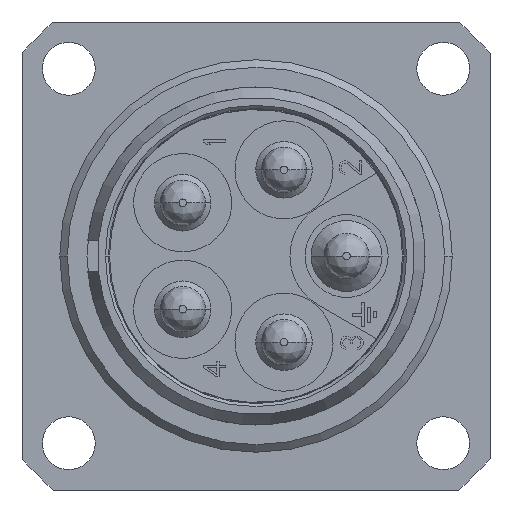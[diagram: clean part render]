
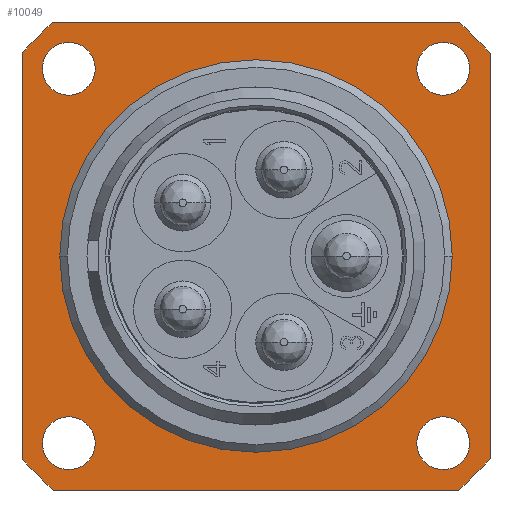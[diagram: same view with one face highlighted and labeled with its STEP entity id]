
A CAD part, left-side view. The second image highlights one B-rep face of the part: STEP entity #10049.
In plain terms, the highlighted planar face has unit normal (-1, 0, 0).
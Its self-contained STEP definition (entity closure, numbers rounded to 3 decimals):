
#291=CARTESIAN_POINT('',(-0.5,0.,0.));
#292=DIRECTION('',(1.,0.,0.));
#293=DIRECTION('',(0.,1.,0.));
#294=AXIS2_PLACEMENT_3D('',#291,#292,#293);
#304=CARTESIAN_POINT('',(-0.5,0.,0.));
#305=DIRECTION('',(1.,0.,0.));
#306=DIRECTION('',(0.,-1.,0.));
#307=AXIS2_PLACEMENT_3D('',#304,#305,#306);
#309=DIRECTION('',(0.,1.,0.));
#310=VECTOR('',#309,26.833);
#311=CARTESIAN_POINT('',(-0.5,-13.416,15.5));
#312=LINE('1306',#311,#310);
#313=CARTESIAN_POINT('',(-0.5,0.,0.));
#314=DIRECTION('',(1.,0.,0.));
#315=DIRECTION('',(0.,-0.654,0.756));
#316=AXIS2_PLACEMENT_3D('',#313,#314,#315);
#318=DIRECTION('',(0.,0.,1.));
#319=VECTOR('',#318,26.833);
#320=CARTESIAN_POINT('',(-0.5,-15.5,-13.416));
#321=LINE('1307',#320,#319);
#322=CARTESIAN_POINT('',(-0.5,0.,0.));
#323=DIRECTION('',(1.,0.,0.));
#324=DIRECTION('',(0.,-0.756,-0.654));
#325=AXIS2_PLACEMENT_3D('',#322,#323,#324);
#327=DIRECTION('',(0.,-1.,0.));
#328=VECTOR('',#327,26.833);
#329=CARTESIAN_POINT('',(-0.5,13.416,-15.5));
#330=LINE('1308',#329,#328);
#331=CARTESIAN_POINT('',(-0.5,0.,0.));
#332=DIRECTION('',(1.,0.,0.));
#333=DIRECTION('',(0.,0.654,-0.756));
#334=AXIS2_PLACEMENT_3D('',#331,#332,#333);
#336=DIRECTION('',(0.,0.,-1.));
#337=VECTOR('',#336,26.833);
#338=CARTESIAN_POINT('',(-0.5,15.5,13.416));
#339=LINE('1309',#338,#337);
#340=CARTESIAN_POINT('',(-0.5,0.,0.));
#341=DIRECTION('',(1.,0.,0.));
#342=DIRECTION('',(0.,0.756,0.654));
#343=AXIS2_PLACEMENT_3D('',#340,#341,#342);
#345=CARTESIAN_POINT('',(-0.5,12.4,-12.4));
#346=DIRECTION('',(-1.,0.,0.));
#347=DIRECTION('',(0.,0.,-1.));
#348=AXIS2_PLACEMENT_3D('',#345,#346,#347);
#350=CARTESIAN_POINT('',(-0.5,12.4,-12.4));
#351=DIRECTION('',(-1.,0.,0.));
#352=DIRECTION('',(0.,0.,1.));
#353=AXIS2_PLACEMENT_3D('',#350,#351,#352);
#355=CARTESIAN_POINT('',(-0.5,12.4,12.4));
#356=DIRECTION('',(-1.,0.,0.));
#357=DIRECTION('',(0.,0.,-1.));
#358=AXIS2_PLACEMENT_3D('',#355,#356,#357);
#360=CARTESIAN_POINT('',(-0.5,12.4,12.4));
#361=DIRECTION('',(-1.,0.,0.));
#362=DIRECTION('',(0.,0.,1.));
#363=AXIS2_PLACEMENT_3D('',#360,#361,#362);
#365=CARTESIAN_POINT('',(-0.5,-12.4,-12.4));
#366=DIRECTION('',(-1.,0.,0.));
#367=DIRECTION('',(0.,0.,-1.));
#368=AXIS2_PLACEMENT_3D('',#365,#366,#367);
#370=CARTESIAN_POINT('',(-0.5,-12.4,-12.4));
#371=DIRECTION('',(-1.,0.,0.));
#372=DIRECTION('',(0.,0.,1.));
#373=AXIS2_PLACEMENT_3D('',#370,#371,#372);
#375=CARTESIAN_POINT('',(-0.5,-12.4,12.4));
#376=DIRECTION('',(-1.,0.,0.));
#377=DIRECTION('',(0.,0.,-1.));
#378=AXIS2_PLACEMENT_3D('',#375,#376,#377);
#380=CARTESIAN_POINT('',(-0.5,-12.4,12.4));
#381=DIRECTION('',(-1.,0.,0.));
#382=DIRECTION('',(0.,0.,1.));
#383=AXIS2_PLACEMENT_3D('',#380,#381,#382);
#7911=CARTESIAN_POINT('',(-0.5,13.,0.));
#7912=VERTEX_POINT('',#7911);
#7913=CARTESIAN_POINT('',(-0.5,-13.,0.));
#7914=VERTEX_POINT('',#7913);
#7931=CARTESIAN_POINT('',(-0.5,12.4,-14.15));
#7932=CARTESIAN_POINT('',(-0.5,12.4,-10.65));
#7933=VERTEX_POINT('',#7931);
#7934=VERTEX_POINT('',#7932);
#7935=CARTESIAN_POINT('',(-0.5,12.4,10.65));
#7936=CARTESIAN_POINT('',(-0.5,12.4,14.15));
#7937=VERTEX_POINT('',#7935);
#7938=VERTEX_POINT('',#7936);
#7939=CARTESIAN_POINT('',(-0.5,-12.4,-14.15));
#7940=CARTESIAN_POINT('',(-0.5,-12.4,-10.65));
#7941=VERTEX_POINT('',#7939);
#7942=VERTEX_POINT('',#7940);
#7943=CARTESIAN_POINT('',(-0.5,-12.4,10.65));
#7944=CARTESIAN_POINT('',(-0.5,-12.4,14.15));
#7945=VERTEX_POINT('',#7943);
#7946=VERTEX_POINT('',#7944);
#8044=CARTESIAN_POINT('',(-0.5,-13.416,15.5));
#8045=CARTESIAN_POINT('',(-0.5,13.416,15.5));
#8046=VERTEX_POINT('',#8044);
#8047=VERTEX_POINT('',#8045);
#8048=CARTESIAN_POINT('',(-0.5,-15.5,-13.416));
#8049=CARTESIAN_POINT('',(-0.5,-15.5,13.416));
#8050=VERTEX_POINT('',#8048);
#8051=VERTEX_POINT('',#8049);
#8052=CARTESIAN_POINT('',(-0.5,13.416,-15.5));
#8053=CARTESIAN_POINT('',(-0.5,-13.416,-15.5));
#8054=VERTEX_POINT('',#8052);
#8055=VERTEX_POINT('',#8053);
#8056=CARTESIAN_POINT('',(-0.5,15.5,13.416));
#8057=CARTESIAN_POINT('',(-0.5,15.5,-13.416));
#8058=VERTEX_POINT('',#8056);
#8059=VERTEX_POINT('',#8057);
#9998=CARTESIAN_POINT('',(-0.5,0.,0.));
#9999=DIRECTION('',(1.,0.,0.));
#10000=DIRECTION('',(0.,0.,-1.));
#10001=AXIS2_PLACEMENT_3D('',#9998,#9999,#10000);
#10002=PLANE('286',#10001);
#10004=ORIENTED_EDGE('1306',*,*,#10003,.F.);
#10006=ORIENTED_EDGE('1363',*,*,#10005,.T.);
#10008=ORIENTED_EDGE('1307',*,*,#10007,.F.);
#10010=ORIENTED_EDGE('1362',*,*,#10009,.T.);
#10012=ORIENTED_EDGE('1308',*,*,#10011,.F.);
#10014=ORIENTED_EDGE('1361',*,*,#10013,.T.);
#10016=ORIENTED_EDGE('1309',*,*,#10015,.F.);
#10018=ORIENTED_EDGE('1350',*,*,#10017,.T.);
#10019=EDGE_LOOP('286',(#10004,#10006,#10008,#10010,#10012,#10014,#10016,
#10018));
#10020=FACE_OUTER_BOUND('286',#10019,.F.);
#10022=ORIENTED_EDGE('1212',*,*,#10021,.T.);
#10024=ORIENTED_EDGE('1213',*,*,#10023,.T.);
#10025=EDGE_LOOP('286',(#10022,#10024));
#10026=FACE_BOUND('286',#10025,.F.);
#10028=ORIENTED_EDGE('1214',*,*,#10027,.T.);
#10030=ORIENTED_EDGE('1215',*,*,#10029,.T.);
#10031=EDGE_LOOP('286',(#10028,#10030));
#10032=FACE_BOUND('286',#10031,.F.);
#10034=ORIENTED_EDGE('1216',*,*,#10033,.T.);
#10036=ORIENTED_EDGE('1217',*,*,#10035,.T.);
#10037=EDGE_LOOP('286',(#10034,#10036));
#10038=FACE_BOUND('286',#10037,.F.);
#10040=ORIENTED_EDGE('1218',*,*,#10039,.T.);
#10042=ORIENTED_EDGE('1219',*,*,#10041,.T.);
#10043=EDGE_LOOP('286',(#10040,#10042));
#10044=FACE_BOUND('286',#10043,.F.);
#10045=ORIENTED_EDGE('1202',*,*,#9963,.F.);
#10046=ORIENTED_EDGE('1203',*,*,#9986,.F.);
#10047=EDGE_LOOP('286',(#10045,#10046));
#10048=FACE_BOUND('286',#10047,.F.);
#295=CIRCLE('1202',#294,13.);
#308=CIRCLE('1203',#307,13.);
#317=CIRCLE('1363',#316,20.5);
#326=CIRCLE('1362',#325,20.5);
#335=CIRCLE('1361',#334,20.5);
#344=CIRCLE('1350',#343,20.5);
#349=CIRCLE('1212',#348,1.75);
#354=CIRCLE('1213',#353,1.75);
#359=CIRCLE('1214',#358,1.75);
#364=CIRCLE('1215',#363,1.75);
#369=CIRCLE('1216',#368,1.75);
#374=CIRCLE('1217',#373,1.75);
#379=CIRCLE('1218',#378,1.75);
#384=CIRCLE('1219',#383,1.75);
#9963=EDGE_CURVE('1202',#7912,#7914,#295,.T.);
#9986=EDGE_CURVE('1203',#7914,#7912,#308,.T.);
#10003=EDGE_CURVE('1306',#8046,#8047,#312,.T.);
#10005=EDGE_CURVE('1363',#8046,#8051,#317,.T.);
#10007=EDGE_CURVE('1307',#8050,#8051,#321,.T.);
#10009=EDGE_CURVE('1362',#8050,#8055,#326,.T.);
#10011=EDGE_CURVE('1308',#8054,#8055,#330,.T.);
#10013=EDGE_CURVE('1361',#8054,#8059,#335,.T.);
#10015=EDGE_CURVE('1309',#8058,#8059,#339,.T.);
#10017=EDGE_CURVE('1350',#8058,#8047,#344,.T.);
#10021=EDGE_CURVE('1212',#7933,#7934,#349,.T.);
#10023=EDGE_CURVE('1213',#7934,#7933,#354,.T.);
#10027=EDGE_CURVE('1214',#7937,#7938,#359,.T.);
#10029=EDGE_CURVE('1215',#7938,#7937,#364,.T.);
#10033=EDGE_CURVE('1216',#7941,#7942,#369,.T.);
#10035=EDGE_CURVE('1217',#7942,#7941,#374,.T.);
#10039=EDGE_CURVE('1218',#7945,#7946,#379,.T.);
#10041=EDGE_CURVE('1219',#7946,#7945,#384,.T.);
#10049=ADVANCED_FACE('286',(#10020,#10026,#10032,#10038,#10044,#10048),#10002,
.F.);
